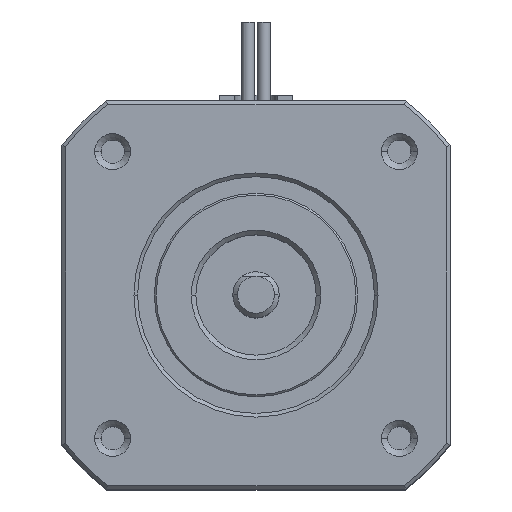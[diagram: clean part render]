
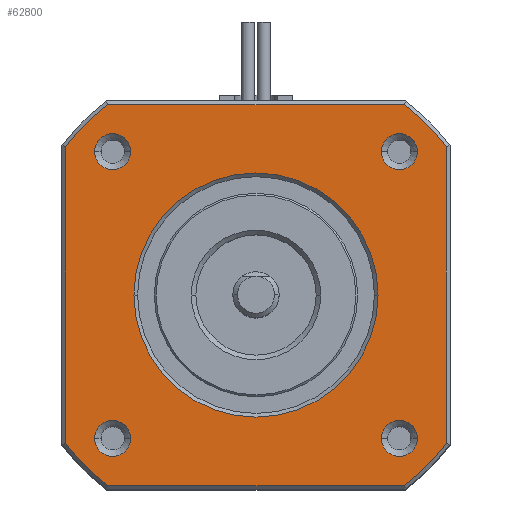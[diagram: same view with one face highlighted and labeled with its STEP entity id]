
A CAD part, top view. The second image highlights one B-rep face of the part: STEP entity #62800.
In plain terms, the highlighted planar face has unit normal (0, 0, 1).
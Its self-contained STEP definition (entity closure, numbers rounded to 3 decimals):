
#650=CARTESIAN_POINT('',(-13.55,-15.5,0.));
#660=VERTEX_POINT('',#650);
#690=CARTESIAN_POINT('',(-15.5,-15.5,0.));
#700=DIRECTION('',(-0.,-0.,-1.));
#710=DIRECTION('',(1.,0.,0.));
#720=AXIS2_PLACEMENT_3D('',#690,#700,#710);
#730=CIRCLE('',#720,1.95);
#740=CARTESIAN_POINT('',(-17.45,-15.5,0.));
#750=VERTEX_POINT('',#740);
#760=EDGE_CURVE('',#660,#750,#730,.T.);
#4390=CARTESIAN_POINT('',(-16.027,20.6,
0.));
#4400=VERTEX_POINT('',#4390);
#4430=CARTESIAN_POINT('',(0.,0.,0.))
;
#4440=DIRECTION('',(-0.,-0.,1.));
#4450=DIRECTION('',(-1.,0.,-0.));
#4460=AXIS2_PLACEMENT_3D('',#4430,#4440,#4450);
#4470=CIRCLE('',#4460,26.1);
#4480=CARTESIAN_POINT('',(-20.6,16.027,0.));
#4490=VERTEX_POINT('',#4480);
#4500=EDGE_CURVE('',#4400,#4490,#4470,.T.);
#10240=CARTESIAN_POINT('',(-15.5,15.5,0.));
#10250=DIRECTION('',(-0.,-0.,-1.));
#10260=DIRECTION('',(1.,0.,0.));
#10270=AXIS2_PLACEMENT_3D('',#10240,#10250,#10260);
#10280=CIRCLE('',#10270,1.95);
#10290=CARTESIAN_POINT('',(-15.5,13.55,0.));
#10300=VERTEX_POINT('',#10290);
#10310=CARTESIAN_POINT('',(-17.45,15.5,0.));
#10320=VERTEX_POINT('',#10310);
#10330=EDGE_CURVE('',#10300,#10320,#10280,.T.);
#10600=CARTESIAN_POINT('',(-13.55,15.5,0.));
#10610=VERTEX_POINT('',#10600);
#10640=EDGE_CURVE('',#10610,#10300,#10280,.T.);
#20180=CARTESIAN_POINT('',(13.2,0.,
0.));
#20190=VERTEX_POINT('',#20180);
#20220=CARTESIAN_POINT('',(0.,0.,
0.));
#20230=DIRECTION('',(-0.,-0.,-1.));
#20240=DIRECTION('',(1.,0.,0.));
#20250=AXIS2_PLACEMENT_3D('',#20220,#20230,#20240);
#20260=CIRCLE('',#20250,13.2);
#20270=CARTESIAN_POINT('',(-13.2,0.,
0.));
#20280=VERTEX_POINT('',#20270);
#20290=EDGE_CURVE('',#20190,#20280,#20260,.T.);
#26390=CARTESIAN_POINT('',(13.55,15.5,0.));
#26400=VERTEX_POINT('',#26390);
#26430=CARTESIAN_POINT('',(15.5,15.5,0.));
#26440=DIRECTION('',(-0.,-0.,-1.));
#26450=DIRECTION('',(1.,0.,0.));
#26460=AXIS2_PLACEMENT_3D('',#26430,#26440,#26450);
#26470=CIRCLE('',#26460,1.95);
#26480=CARTESIAN_POINT('',(17.45,15.5,0.));
#26490=VERTEX_POINT('',#26480);
#26500=EDGE_CURVE('',#26400,#26490,#26470,.T.);
#61750=CARTESIAN_POINT('',(-20.6,-20.6,0.));
#61760=DIRECTION('',(0.,0.,1.));
#61770=DIRECTION('',(1.,0.,-0.));
#61780=AXIS2_PLACEMENT_3D('',#61750,#61760,#61770);
#61790=PLANE('',#61780);
#61800=CARTESIAN_POINT('',(0.,0.,0.)
);
#61810=DIRECTION('',(-0.,-0.,1.));
#61820=DIRECTION('',(-1.,0.,-0.));
#61830=AXIS2_PLACEMENT_3D('',#61800,#61810,#61820);
#61840=CIRCLE('',#61830,26.1);
#61850=CARTESIAN_POINT('',(-20.6,-16.027,
0.));
#61860=VERTEX_POINT('',#61850);
#61870=CARTESIAN_POINT('',(-16.027,-20.6,0.));
#61880=VERTEX_POINT('',#61870);
#61890=EDGE_CURVE('',#61860,#61880,#61840,.T.);
#61900=ORIENTED_EDGE('',*,*,#61890,.T.);
#61910=CARTESIAN_POINT('',(-20.6,0.,0.));
#61920=DIRECTION('',(0.,1.,-0.));
#61930=VECTOR('',#61920,1.);
#61940=LINE('',#61910,#61930);
#61950=EDGE_CURVE('',#61860,#4490,#61940,.T.);
#61960=ORIENTED_EDGE('',*,*,#61950,.F.);
#61970=ORIENTED_EDGE('',*,*,#4500,.T.);
#61980=CARTESIAN_POINT('',(0.,20.6,0.));
#61990=DIRECTION('',(1.,0.,-0.));
#62000=VECTOR('',#61990,1.);
#62010=LINE('',#61980,#62000);
#62020=CARTESIAN_POINT('',(16.027,20.6,0.));
#62030=VERTEX_POINT('',#62020);
#62040=EDGE_CURVE('',#4400,#62030,#62010,.T.);
#62050=ORIENTED_EDGE('',*,*,#62040,.F.);
#62060=CARTESIAN_POINT('',(0.,0.,
0.));
#62070=DIRECTION('',(-0.,-0.,1.));
#62080=DIRECTION('',(-1.,0.,-0.));
#62090=AXIS2_PLACEMENT_3D('',#62060,#62070,#62080);
#62100=CIRCLE('',#62090,26.1);
#62110=CARTESIAN_POINT('',(20.6,16.027,0.));
#62120=VERTEX_POINT('',#62110);
#62130=EDGE_CURVE('',#62120,#62030,#62100,.T.);
#62140=ORIENTED_EDGE('',*,*,#62130,.T.);
#62150=CARTESIAN_POINT('',(20.6,0.,-0.));
#62160=DIRECTION('',(0.,-1.,0.));
#62170=VECTOR('',#62160,1.);
#62180=LINE('',#62150,#62170);
#62190=CARTESIAN_POINT('',(20.6,-16.027,0.));
#62200=VERTEX_POINT('',#62190);
#62210=EDGE_CURVE('',#62120,#62200,#62180,.T.);
#62220=ORIENTED_EDGE('',*,*,#62210,.F.);
#62230=CARTESIAN_POINT('',(0.,0.,0.
));
#62240=DIRECTION('',(-0.,-0.,1.));
#62250=DIRECTION('',(-1.,0.,-0.));
#62260=AXIS2_PLACEMENT_3D('',#62230,#62240,#62250);
#62270=CIRCLE('',#62260,26.1);
#62280=CARTESIAN_POINT('',(16.027,-20.6,0.));
#62290=VERTEX_POINT('',#62280);
#62300=EDGE_CURVE('',#62290,#62200,#62270,.T.);
#62310=ORIENTED_EDGE('',*,*,#62300,.T.);
#62320=CARTESIAN_POINT('',(0.,-20.6,0.));
#62330=DIRECTION('',(-1.,0.,0.));
#62340=VECTOR('',#62330,1.);
#62350=LINE('',#62320,#62340);
#62360=EDGE_CURVE('',#62290,#61880,#62350,.T.);
#62370=ORIENTED_EDGE('',*,*,#62360,.F.);
#62380=EDGE_LOOP('',(#62370,#62310,#62220,#62140,#62050,#61970,#61960,
#61900));
#62390=FACE_OUTER_BOUND('',#62380,.T.);
#62400=EDGE_CURVE('',#26490,#26400,#26470,.T.);
#62410=ORIENTED_EDGE('',*,*,#62400,.T.);
#62420=ORIENTED_EDGE('',*,*,#26500,.T.);
#62430=EDGE_LOOP('',(#62420,#62410));
#62440=FACE_BOUND('',#62430,.T.);
#62450=EDGE_CURVE('',#10320,#10610,#10280,.T.);
#62460=ORIENTED_EDGE('',*,*,#62450,.T.);
#62470=ORIENTED_EDGE('',*,*,#10330,.T.);
#62480=ORIENTED_EDGE('',*,*,#10640,.T.);
#62490=EDGE_LOOP('',(#62480,#62470,#62460));
#62500=FACE_BOUND('',#62490,.T.);
#62510=ORIENTED_EDGE('',*,*,#760,.T.);
#62520=EDGE_CURVE('',#750,#660,#730,.T.);
#62530=ORIENTED_EDGE('',*,*,#62520,.T.);
#62540=EDGE_LOOP('',(#62530,#62510));
#62550=FACE_BOUND('',#62540,.T.);
#62560=CARTESIAN_POINT('',(15.5,-15.5,0.));
#62570=DIRECTION('',(-0.,-0.,-1.));
#62580=DIRECTION('',(1.,0.,0.));
#62590=AXIS2_PLACEMENT_3D('',#62560,#62570,#62580);
#62600=CIRCLE('',#62590,1.95);
#62610=CARTESIAN_POINT('',(13.55,-15.5,0.));
#62620=VERTEX_POINT('',#62610);
#62630=CARTESIAN_POINT('',(17.45,-15.5,0.));
#62640=VERTEX_POINT('',#62630);
#62650=EDGE_CURVE('',#62620,#62640,#62600,.T.);
#62660=ORIENTED_EDGE('',*,*,#62650,.T.);
#62670=CARTESIAN_POINT('',(15.5,-17.45,0.));
#62680=VERTEX_POINT('',#62670);
#62690=EDGE_CURVE('',#62680,#62620,#62600,.T.);
#62700=ORIENTED_EDGE('',*,*,#62690,.T.);
#62710=EDGE_CURVE('',#62640,#62680,#62600,.T.);
#62720=ORIENTED_EDGE('',*,*,#62710,.T.);
#62730=EDGE_LOOP('',(#62720,#62700,#62660));
#62740=FACE_BOUND('',#62730,.T.);
#62750=EDGE_CURVE('',#20280,#20190,#20260,.T.);
#62760=ORIENTED_EDGE('',*,*,#62750,.T.);
#62770=ORIENTED_EDGE('',*,*,#20290,.T.);
#62780=EDGE_LOOP('',(#62770,#62760));
#62790=FACE_BOUND('',#62780,.T.);
#62800=ADVANCED_FACE('',(#62390,#62440,#62500,#62550,#62740,#62790),
#61790,.T.);
